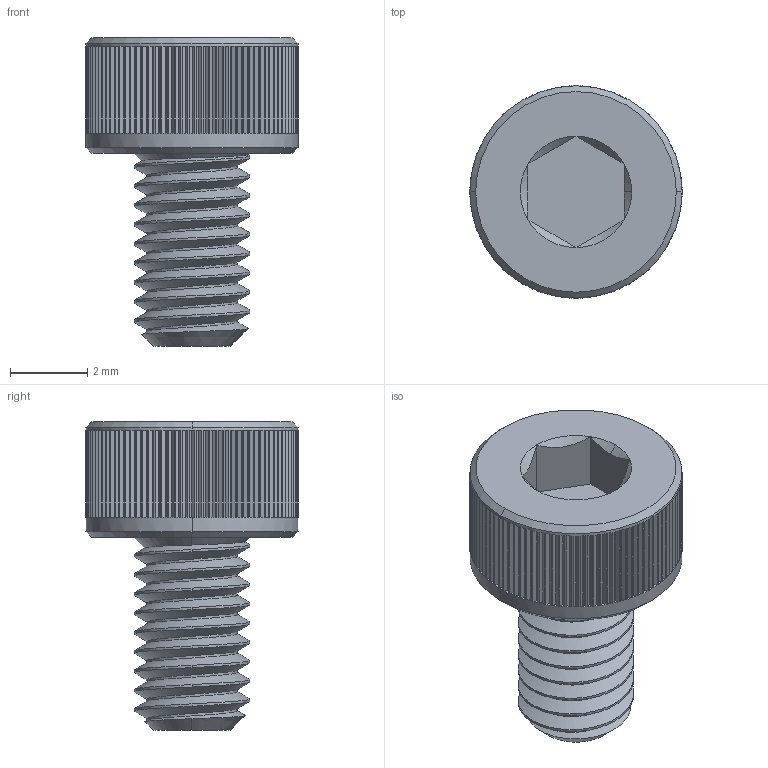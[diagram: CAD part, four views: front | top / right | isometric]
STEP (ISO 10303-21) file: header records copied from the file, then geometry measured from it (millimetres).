
FILE_DESCRIPTION (( 'STEP AP203' ), '1' );
FILE_NAME ('91290A110_Alloy Steel Socket Head Screw.STEP', '2022-05-03T15:00:33', ( 'Administrator' ), ( 'Managed by Terraform' ), 'SwSTEP 2.0', 'SolidWorks 2017', '' );
FILE_SCHEMA (( 'CONFIG_CONTROL_DESIGN' ));
Length unit declared in the file: millimetre
Products named in the file (1): 91290A110_Alloy Steel Socket Head Screw
Bounding box: 5.5 x 5.5 x 8 mm (x, y, z)
Volume: 89.4 mm3; surface area: 191.2 mm2
Topology: 1 solids, 1 shells, 436 faces, 996 edges, 658 vertices
Faces by surface type: plane 394, cylinder 21, cone 18, bspline 3
Entity records: 13575 total; most frequent: CARTESIAN_POINT 3569, DIRECTION 2021, ORIENTED_EDGE 1992, EDGE_CURVE 996, VECTOR 717, LINE 717, VERTEX_POINT 658, AXIS2_PLACEMENT_3D 652
